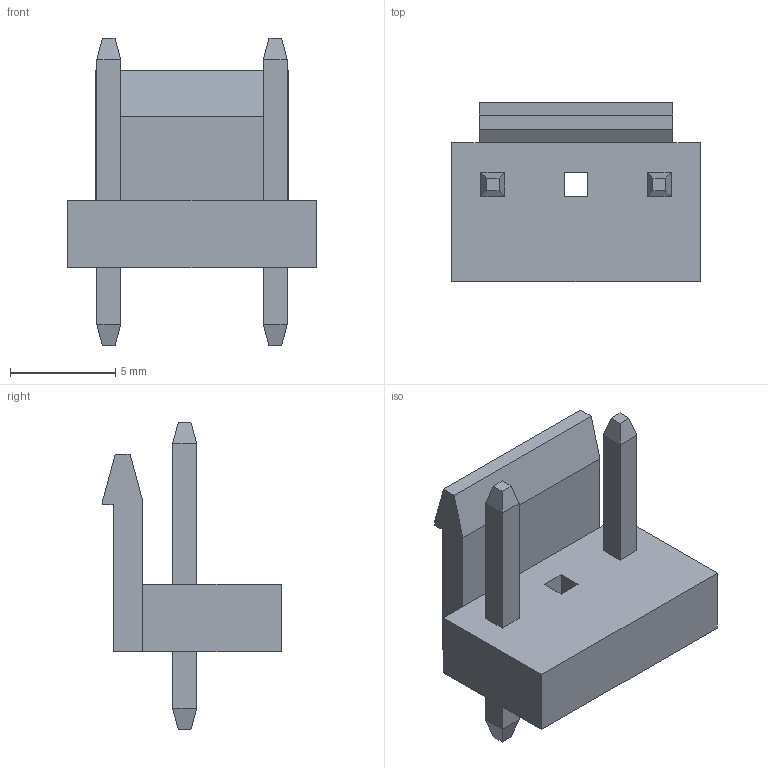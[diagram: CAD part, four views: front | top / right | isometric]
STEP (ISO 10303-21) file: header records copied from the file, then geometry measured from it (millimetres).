
FILE_DESCRIPTION (( 'STEP AP214' ), '1' );
FILE_NAME ('User Library-B3P-VH-R.STEP', '2023-05-31T08:21:40', ( '' ), ( '' ), 'SwSTEP 2.0', 'SolidWorks 2016', '' );
FILE_SCHEMA (( 'AUTOMOTIVE_DESIGN' ));
Length unit declared in the file: millimetre
Products named in the file (3): B3P-body red; User Library-B3P-VH-R; PinVH
Assembly tree (3 placements, depth 2):
  User Library-B3P-VH-R
    PinVH  x2
    B3P-body red
Bounding box: 11.82 x 8.5 x 14.6 mm (x, y, z)
Volume: 393.4 mm3; surface area: 606.7 mm2
Topology: 3 solids, 3 shells, 56 faces, 132 edges, 82 vertices
Faces by surface type: plane 56
Entity records: 1800 total; most frequent: CARTESIAN_POINT 218, ORIENTED_EDGE 208, DIRECTION 200, EDGE_CURVE 104, LINE 104, VECTOR 104, VERTEX_POINT 66, UNCERTAINTY_MEASURE_WITH_UNIT 49
